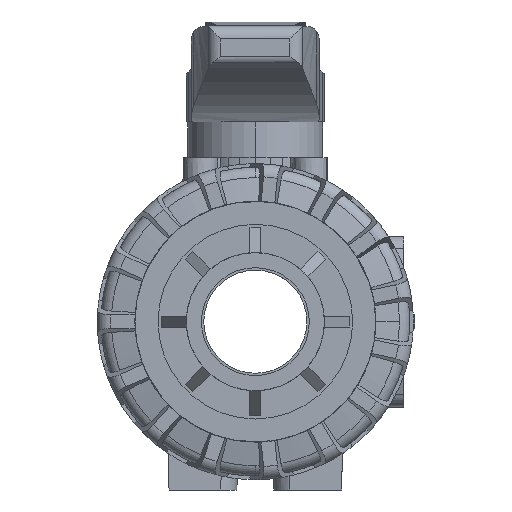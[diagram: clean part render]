
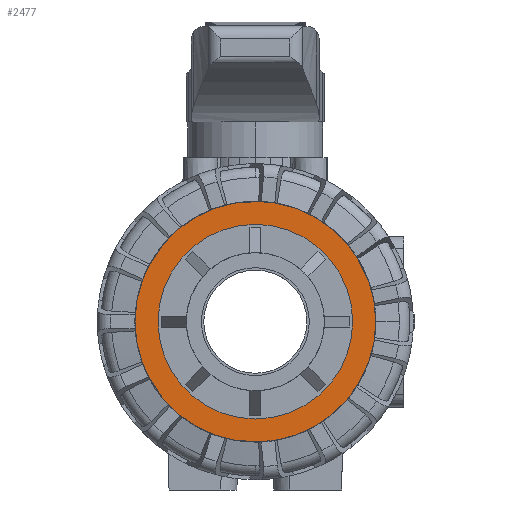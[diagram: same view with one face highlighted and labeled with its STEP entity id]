
A CAD part, left-side view. The second image highlights one B-rep face of the part: STEP entity #2477.
In plain terms, the highlighted planar face has unit normal (-1, 0, 0).
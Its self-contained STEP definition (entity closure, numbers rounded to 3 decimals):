
#2477=ADVANCED_FACE('',(#5642,#5643),#5644,.T.);
#5642=FACE_BOUND('',#9640,.T.);
#5643=FACE_OUTER_BOUND('',#9641,.T.);
#5644=PLANE('',#9642);
#9640=EDGE_LOOP('',(#17127,#17128));
#9641=EDGE_LOOP('',(#17129,#17130));
#9642=AXIS2_PLACEMENT_3D('',#17131,#17132,#17133);
#17127=ORIENTED_EDGE('',*,*,#26039,.T.);
#17128=ORIENTED_EDGE('',*,*,#24988,.T.);
#17129=ORIENTED_EDGE('',*,*,#24983,.T.);
#17130=ORIENTED_EDGE('',*,*,#26089,.T.);
#17131=CARTESIAN_POINT('',(-54.6,0.0,0.0));
#17132=DIRECTION('',(-1.0,0.0,0.0));
#17133=DIRECTION('',(0.0,0.0,1.0));
#24983=EDGE_CURVE('',#30289,#30353,#30355,.T.);
#24988=EDGE_CURVE('',#30358,#30362,#30364,.T.);
#26039=EDGE_CURVE('',#30362,#30358,#31946,.T.);
#26089=EDGE_CURVE('',#30353,#30289,#32002,.T.);
#30289=VERTEX_POINT('',#38765);
#30353=VERTEX_POINT('',#38830);
#30355=CIRCLE('',#38833,27.9);
#30358=VERTEX_POINT('',#38836);
#30362=VERTEX_POINT('',#38841);
#30364=CIRCLE('',#38844,22.55);
#31946=CIRCLE('',#41597,22.55);
#32002=CIRCLE('',#41721,27.9);
#38765=CARTESIAN_POINT('',(-54.6,-27.9,0.0));
#38830=CARTESIAN_POINT('',(-54.6,27.9,0.));
#38833=AXIS2_PLACEMENT_3D('',#49138,#49139,#49140);
#38836=CARTESIAN_POINT('',(-54.6,0.,-22.55));
#38841=CARTESIAN_POINT('',(-54.6,0.,22.55));
#38844=AXIS2_PLACEMENT_3D('',#49146,#49147,#49148);
#41597=AXIS2_PLACEMENT_3D('',#50638,#50639,#50640);
#41721=AXIS2_PLACEMENT_3D('',#50676,#50677,#50678);
#49138=CARTESIAN_POINT('',(-54.6,0.0,0.0));
#49139=DIRECTION('',(-1.0,0.0,0.0));
#49140=DIRECTION('',(0.0,0.0,1.0));
#49146=CARTESIAN_POINT('',(-54.6,0.0,0.0));
#49147=DIRECTION('',(1.0,0.0,0.0));
#49148=DIRECTION('',(0.0,0.0,-1.0));
#50638=CARTESIAN_POINT('',(-54.6,0.0,0.0));
#50639=DIRECTION('',(1.0,0.0,0.0));
#50640=DIRECTION('',(0.0,0.0,-1.0));
#50676=CARTESIAN_POINT('',(-54.6,0.0,0.0));
#50677=DIRECTION('',(-1.0,0.0,0.0));
#50678=DIRECTION('',(0.0,0.0,1.0));
